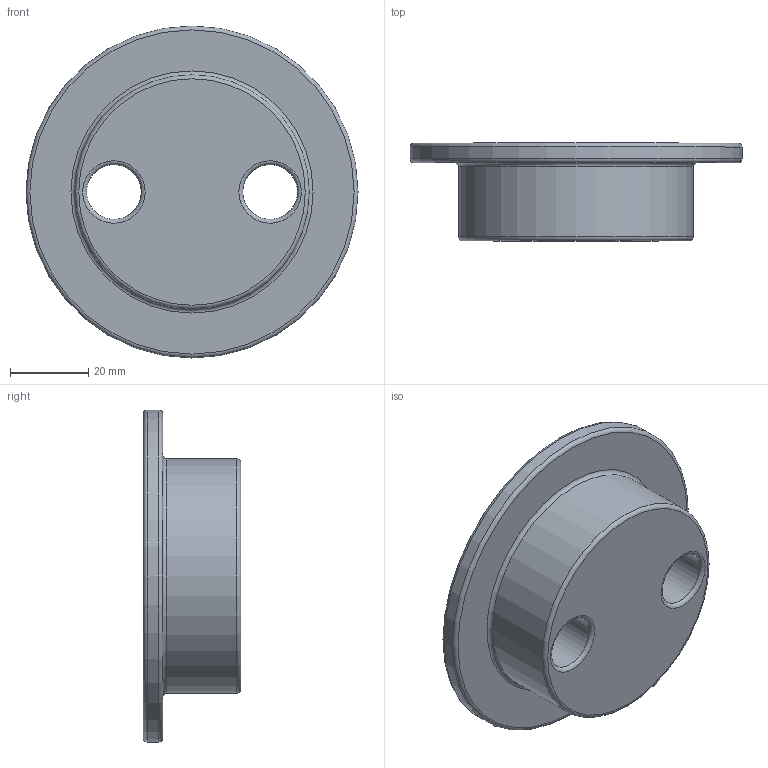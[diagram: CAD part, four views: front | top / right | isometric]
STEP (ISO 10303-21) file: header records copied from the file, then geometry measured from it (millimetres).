
FILE_DESCRIPTION(/* description */ (''),/* implementation_level */ '2;1');
FILE_NAME(/* name */ 'coldMason v4.step',/* time_stamp */ '2024-01-21T20:03:21-05:00',/* author */ (''),/* organization */ (''),/* preprocessor_version */ 'ST-DEVELOPER v20',/* originating_system */ 'Autodesk Translation Framework v12.14.0.127',/* authorisation */ '');
FILE_SCHEMA (('AUTOMOTIVE_DESIGN { 1 0 10303 214 3 1 1 }'));
Length unit declared in the file: millimetre
Products named in the file (1): coldMason
Bounding box: 85 x 25 x 85 mm (x, y, z)
Volume: 74550.1 mm3; surface area: 17843.1 mm2
Topology: 1 solids, 1 shells, 65 faces, 156 edges, 96 vertices
Faces by surface type: cylinder 28, torus 20, plane 17
Full cylindrical faces by diameter (mm): 14 x2, 60 x1, 85 x1
Entity records: 1951 total; most frequent: DIRECTION 380, CARTESIAN_POINT 318, ORIENTED_EDGE 312, AXIS2_PLACEMENT_3D 158, EDGE_CURVE 156, VERTEX_POINT 96, CIRCLE 92, EDGE_LOOP 72
